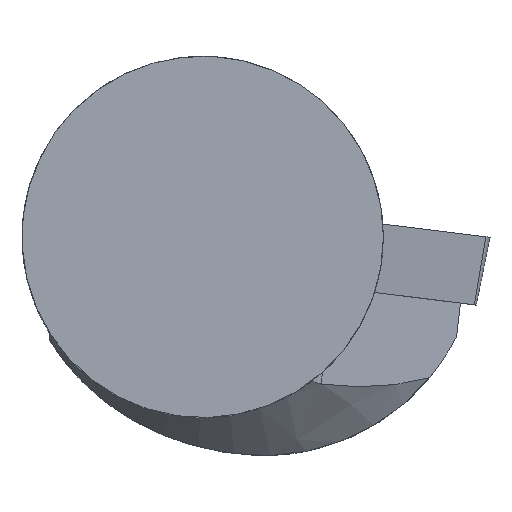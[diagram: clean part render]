
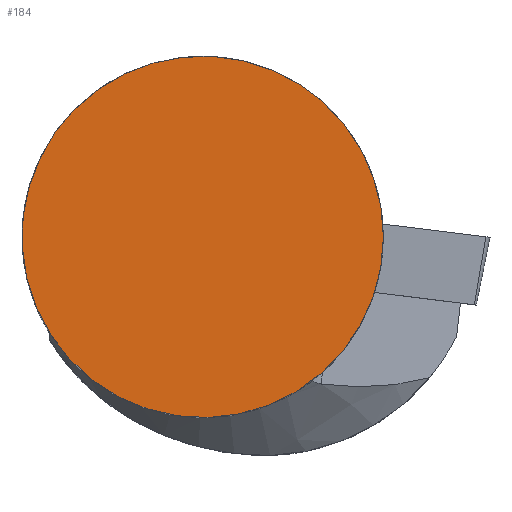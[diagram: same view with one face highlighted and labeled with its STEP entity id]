
A CAD part, top view. The second image highlights one B-rep face of the part: STEP entity #184.
In plain terms, the highlighted planar face has unit normal (0, 0, 1).
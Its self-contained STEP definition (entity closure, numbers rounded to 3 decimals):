
#126=PLANE('',#841);
#151=FACE_OUTER_BOUND('',#260,.T.);
#184=ADVANCED_FACE('',(#151),#126,.T.);
#260=EDGE_LOOP('',(#507));
#289=CIRCLE('',#802,12.5);
#507=ORIENTED_EDGE('',*,*,#635,.F.);
#574=VERTEX_POINT('',#1132);
#635=EDGE_CURVE('',#574,#574,#289,.T.);
#802=AXIS2_PLACEMENT_3D('',#1131,#891,#892);
#841=AXIS2_PLACEMENT_3D('',#1338,#993,#994);
#891=DIRECTION('',(0.,0.,-1.));
#892=DIRECTION('',(1.,0.,0.));
#993=DIRECTION('',(0.,0.,1.));
#994=DIRECTION('',(1.,0.,0.));
#1131=CARTESIAN_POINT('',(0.,0.,0.));
#1132=CARTESIAN_POINT('',(12.5,0.,0.));
#1338=CARTESIAN_POINT('',(0.,0.,0.));
